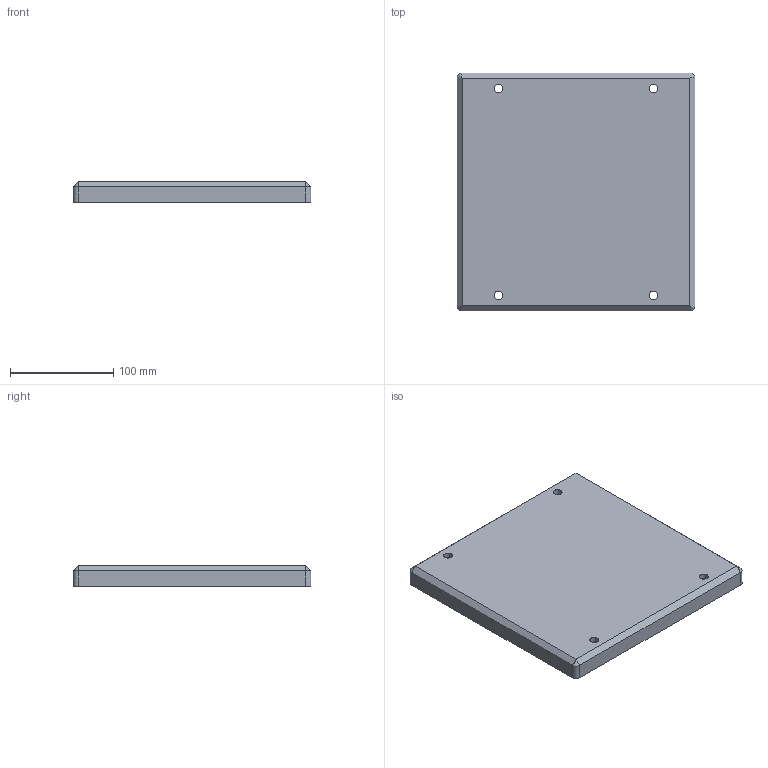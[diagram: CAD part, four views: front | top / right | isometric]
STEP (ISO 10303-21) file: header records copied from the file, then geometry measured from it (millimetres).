
FILE_DESCRIPTION(('CATIA V5 STEP Exchange'),'2;1');
FILE_NAME('IRTG_reference_Structure_Tool__20170317__Unterteil.stp','2017-04-13T07:39:36+00:00',('none'),('none'),'CATIA Version 5-6 Release 2014','CATIA V5 STEP AP203','none');
FILE_SCHEMA(('CONFIG_CONTROL_DESIGN'));
Length unit declared in the file: millimetre
Products named in the file (1): IRTG_reference_Structure_Tool_noRibs
Bounding box: 230 x 230 x 20 mm (x, y, z)
Volume: 686685.8 mm3; surface area: 127947.7 mm2
Topology: 1 solids, 1 shells, 88 faces, 215 edges, 135 vertices
Faces by surface type: cylinder 40, plane 36, cone 4, bspline 4, sphere 4
Entity records: 2862 total; most frequent: CARTESIAN_POINT 944, ORIENTED_EDGE 422, DIRECTION 299, EDGE_CURVE 211, VERTEX_POINT 135, AXIS2_PLACEMENT_3D 125, VECTOR 112, LINE 112
